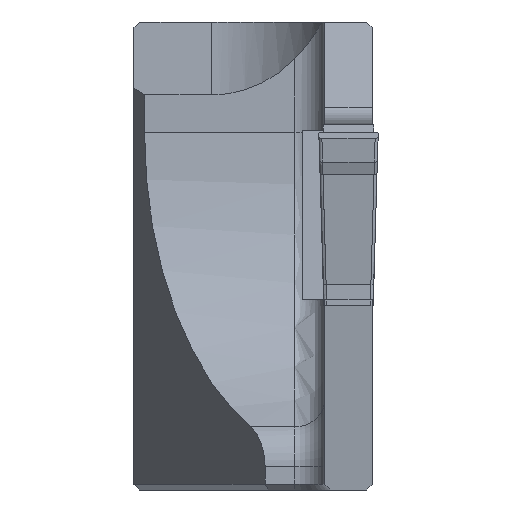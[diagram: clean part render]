
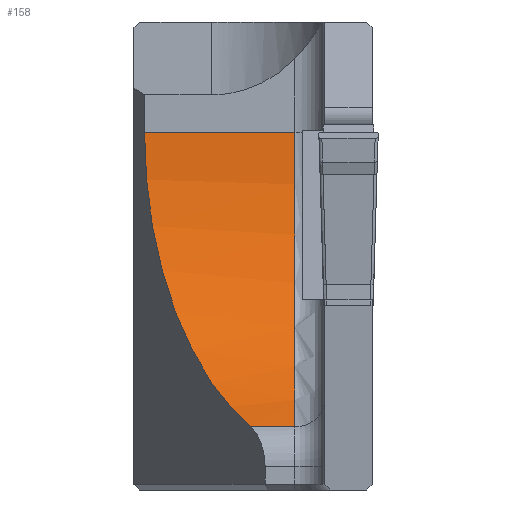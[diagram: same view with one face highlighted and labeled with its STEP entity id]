
A CAD part, left-side view. The second image highlights one B-rep face of the part: STEP entity #158.
In plain terms, the highlighted cylindrical face has radius 11 mm (diameter 22 mm), a partial arc.
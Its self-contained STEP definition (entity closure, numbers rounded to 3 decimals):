
#63=CYLINDRICAL_SURFACE('',#1979,11.);
#94=ELLIPSE('',#1933,12.702,11.);
#158=ADVANCED_FACE('',(#336),#63,.F.);
#336=FACE_OUTER_BOUND('',#441,.T.);
#441=EDGE_LOOP('',(#726,#727,#728,#729));
#525=CIRCLE('',#1978,11.);
#726=ORIENTED_EDGE('',*,*,#1276,.T.);
#727=ORIENTED_EDGE('',*,*,#1312,.F.);
#728=ORIENTED_EDGE('',*,*,#1361,.T.);
#729=ORIENTED_EDGE('',*,*,#1268,.T.);
#1096=VERTEX_POINT('',#2667);
#1100=VERTEX_POINT('',#2674);
#1105=VERTEX_POINT('',#2698);
#1139=VERTEX_POINT('',#2774);
#1268=EDGE_CURVE('',#1096,#1100,#1529,.T.);
#1276=EDGE_CURVE('',#1100,#1105,#94,.T.);
#1312=EDGE_CURVE('',#1139,#1105,#1562,.T.);
#1361=EDGE_CURVE('',#1139,#1096,#525,.T.);
#1529=LINE('',#2675,#1735);
#1562=LINE('',#2773,#1768);
#1735=VECTOR('',#2125,1.);
#1768=VECTOR('',#2192,1.);
#1933=AXIS2_PLACEMENT_3D('',#2699,#2139,#2140);
#1978=AXIS2_PLACEMENT_3D('',#2869,#2302,#2303);
#1979=AXIS2_PLACEMENT_3D('',#2870,#2304,#2305);
#2125=DIRECTION('',(0.,1.,0.));
#2139=DIRECTION('',(-0.5,0.866,0.));
#2140=DIRECTION('',(-0.866,-0.5,0.));
#2192=DIRECTION('',(0.,1.,0.));
#2302=DIRECTION('',(0.,-1.,0.));
#2303=DIRECTION('',(0.,0.,1.));
#2304=DIRECTION('',(0.,-1.,0.));
#2305=DIRECTION('',(0.,0.,-1.));
#2667=CARTESIAN_POINT('',(11.,-5.4,0.));
#2674=CARTESIAN_POINT('',(11.,-0.359,0.));
#2675=CARTESIAN_POINT('',(11.,8.65,0.));
#2698=CARTESIAN_POINT('',(4.84,-3.915,-9.878));
#2699=CARTESIAN_POINT('',(0.,-6.709,0.));
#2773=CARTESIAN_POINT('',(4.84,8.65,-9.878));
#2774=CARTESIAN_POINT('',(4.84,-5.4,-9.878));
#2869=CARTESIAN_POINT('',(0.,-5.4,0.));
#2870=CARTESIAN_POINT('',(0.,8.65,0.));
